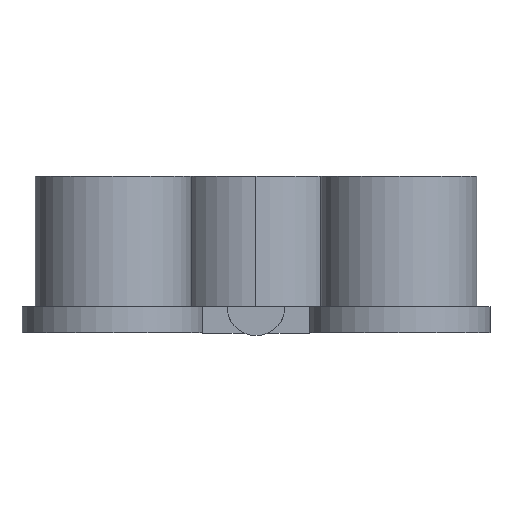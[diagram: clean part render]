
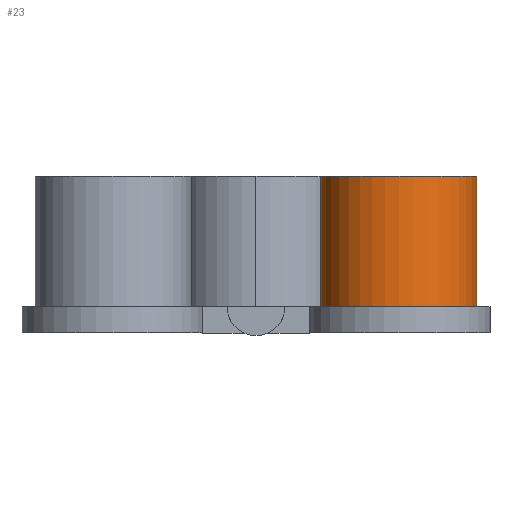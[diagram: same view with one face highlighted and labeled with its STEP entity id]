
A CAD part, front view. The second image highlights one B-rep face of the part: STEP entity #23.
In plain terms, the highlighted cylindrical face has radius 5.994 mm (diameter 11.989 mm), a partial arc.
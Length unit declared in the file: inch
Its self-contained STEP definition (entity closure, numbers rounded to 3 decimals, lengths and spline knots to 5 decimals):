
#23 = ADVANCED_FACE ( 'Face1', ( #894 ), #746, .T. ) ;
#24 = EDGE_LOOP ( 'NONE', ( #27, #28, #30, #69 ) ) ;
#27 = ORIENTED_EDGE ( 'NONE', *, *, #180, .F. ) ;
#28 = ORIENTED_EDGE ( 'NONE', *, *, #29, .F. ) ;
#29 = EDGE_CURVE ( 'NONE', #178, #177, #742, .T. ) ;
#30 = ORIENTED_EDGE ( 'NONE', *, *, #133, .T. ) ;
#69 = ORIENTED_EDGE ( 'NONE', *, *, #144, .T. ) ;
#116 = VERTEX_POINT ( 'NONE', #995 ) ;
#133 = EDGE_CURVE ( 'NONE', #178, #116, #938, .T. ) ;
#144 = EDGE_CURVE ( 'NONE', #116, #181, #974, .T. ) ;
#177 = VERTEX_POINT ( 'NONE', #1038 ) ;
#178 = VERTEX_POINT ( 'NONE', #1037 ) ;
#180 = EDGE_CURVE ( 'NONE', #177, #181, #1036, .T. ) ;
#181 = VERTEX_POINT ( 'NONE', #1032 ) ;
#731 = CARTESIAN_POINT ( 'NONE',  ( 0., 0.4332, 0. ) ) ;
#742 = CIRCLE ( 'NONE', #909, 0.236 ) ;
#743 = DIRECTION ( 'NONE',  ( 0., 0., -1. ) ) ;
#744 = DIRECTION ( 'NONE',  ( 0., -1., 0. ) ) ;
#745 = AXIS2_PLACEMENT_3D ( 'NONE', #731, #744, #743 ) ;
#746 = CYLINDRICAL_SURFACE ( 'NONE', #745, 0.236 ) ;
#894 = FACE_OUTER_BOUND ( 'NONE', #24, .T. ) ;
#906 = DIRECTION ( 'NONE',  ( 0., 0., 1. ) ) ;
#907 = DIRECTION ( 'NONE',  ( 0., 1., 0. ) ) ;
#908 = CARTESIAN_POINT ( 'NONE',  ( 0., 0.4332, 0. ) ) ;
#909 = AXIS2_PLACEMENT_3D ( 'NONE', #908, #907, #906 ) ;
#935 = DIRECTION ( 'NONE',  ( 0., -1., 0. ) ) ;
#936 = VECTOR ( 'NONE', #935, 39.37008 ) ;
#937 = CARTESIAN_POINT ( 'NONE',  ( 0., 0.4332, -0.236 ) ) ;
#938 = LINE ( 'NONE', #937, #936 ) ;
#970 = DIRECTION ( 'NONE',  ( 0., 0., 1. ) ) ;
#971 = DIRECTION ( 'NONE',  ( 0., 1., 0. ) ) ;
#972 = CARTESIAN_POINT ( 'NONE',  ( 0., 0.0395, 0. ) ) ;
#973 = AXIS2_PLACEMENT_3D ( 'NONE', #972, #971, #970 ) ;
#974 = CIRCLE ( 'NONE', #973, 0.236 ) ;
#995 = CARTESIAN_POINT ( 'NONE',  ( 0., 0.0395, -0.236 ) ) ;
#1032 = CARTESIAN_POINT ( 'NONE',  ( 0., 0.0395, 0.236 ) ) ;
#1033 = DIRECTION ( 'NONE',  ( 0., -1., 0. ) ) ;
#1034 = VECTOR ( 'NONE', #1033, 39.37008 ) ;
#1035 = CARTESIAN_POINT ( 'NONE',  ( 0., 0.4332, 0.236 ) ) ;
#1036 = LINE ( 'NONE', #1035, #1034 ) ;
#1037 = CARTESIAN_POINT ( 'NONE',  ( 0., 0.4332, -0.236 ) ) ;
#1038 = CARTESIAN_POINT ( 'NONE',  ( 0., 0.4332, 0.236 ) ) ;
